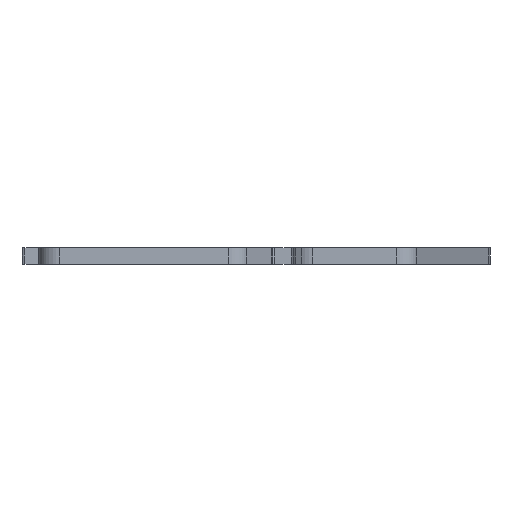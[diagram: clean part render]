
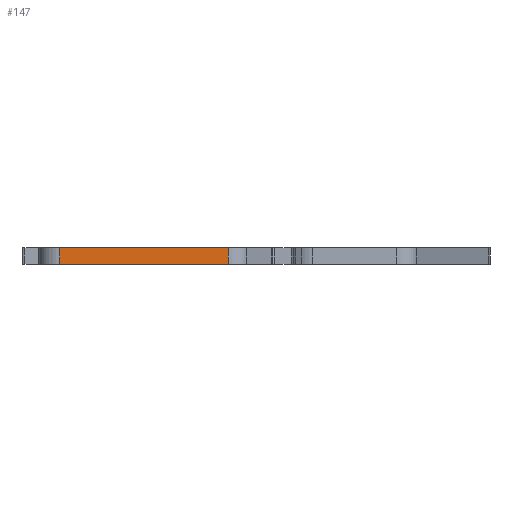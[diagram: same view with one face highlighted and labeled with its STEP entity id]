
A CAD part, left-side view. The second image highlights one B-rep face of the part: STEP entity #147.
In plain terms, the highlighted planar face has unit normal (-1, 0, 0).
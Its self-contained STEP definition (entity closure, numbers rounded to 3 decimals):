
#147=ADVANCED_FACE('',(#1130),#1132,.F.);
#1130=FACE_BOUND('',#1131,.T.);
#1131=EDGE_LOOP('',(#3636,#3637,#3638,#3639));
#1132=PLANE('',#1133);
#1133=AXIS2_PLACEMENT_3D('',#1134,#1135,#1136);
#1134=CARTESIAN_POINT('',(-85.,0.,0.));
#1135=DIRECTION('',(1.,0.,0.));
#1136=DIRECTION('',(0.,1.,0.));
#3636=ORIENTED_EDGE('',*,*,#5344,.T.);
#3637=ORIENTED_EDGE('',*,*,#5345,.T.);
#3638=ORIENTED_EDGE('',*,*,#5346,.F.);
#3639=ORIENTED_EDGE('',*,*,#4903,.F.);
#4903=EDGE_CURVE('',#5917,#5919,#5920,.T.);
#5344=EDGE_CURVE('',#5917,#6706,#6708,.T.);
#5345=EDGE_CURVE('',#6706,#6709,#6710,.T.);
#5346=EDGE_CURVE('',#5919,#6709,#6711,.T.);
#5917=VERTEX_POINT('',#7671);
#5919=VERTEX_POINT('',#7676);
#5920=LINE('',#7677,#7678);
#6706=VERTEX_POINT('',#9496);
#6708=LINE('',#9501,#9502);
#6709=VERTEX_POINT('',#9504);
#6710=LINE('',#9505,#9506);
#6711=LINE('',#9508,#9509);
#7671=CARTESIAN_POINT('',(-85.,0.,0.));
#7676=CARTESIAN_POINT('',(-85.,40.,0.));
#7677=CARTESIAN_POINT('',(-85.,0.,0.));
#7678=VECTOR('',#7679,1.);
#7679=DIRECTION('',(0.,1.,0.));
#9496=CARTESIAN_POINT('',(-85.,0.,4.));
#9501=CARTESIAN_POINT('',(-85.,0.,0.));
#9502=VECTOR('',#9503,1.);
#9503=DIRECTION('',(0.,0.,1.));
#9504=CARTESIAN_POINT('',(-85.,40.,4.));
#9505=CARTESIAN_POINT('',(-85.,0.,4.));
#9506=VECTOR('',#9507,1.);
#9507=DIRECTION('',(0.,1.,0.));
#9508=CARTESIAN_POINT('',(-85.,40.,0.));
#9509=VECTOR('',#9510,1.);
#9510=DIRECTION('',(0.,0.,1.));
